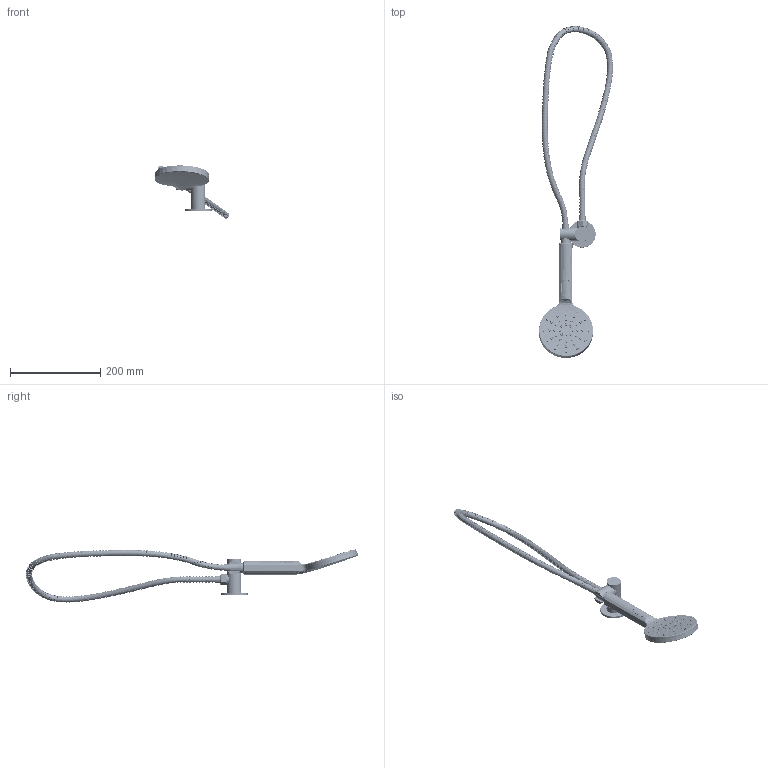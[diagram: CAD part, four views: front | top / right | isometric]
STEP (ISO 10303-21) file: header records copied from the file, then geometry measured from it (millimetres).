
FILE_DESCRIPTION((''),'2;1');
FILE_NAME('P00001-23-20250709_ASM','2025-10-29T18:30:40',('Administrator'),(''),'CREO PARAMETRIC BY PTC INC, 2021023','CREO PARAMETRIC BY PTC INC, 2021023','');
FILE_SCHEMA(('CONFIG_CONTROL_DESIGN'));
Length unit declared in the file: millimetre
Products named in the file (19): 0001_1; 00_1; 0003_1; PRT0017_1; 29X2_1_1_1; M5_SOCKET_HEAD_CAP_SCREW_X12__1; WPKA0213_1_1; P00001-000_ASM_1_ASM; RUANGUAN; H12013-01_235; H12013-02_286; H12013-03_239; H12013-06_185; H12013-07_108; QIANANNIU_ASM_27_ASM; H12013-04-01_39; H12013_ASM_322_ASM; ORO-34A-WPNH0228-H12013_ASM; P00001-23-20250709_ASM
Assembly tree (18 placements, depth 5):
  P00001-23-20250709_ASM
    P00001-000_ASM_1_ASM
      0001_1
      00_1
      0003_1
      PRT0017_1
      29X2_1_1_1
      M5_SOCKET_HEAD_CAP_SCREW_X12__1
      WPKA0213_1_1
    RUANGUAN
    ORO-34A-WPNH0228-H12013_ASM
      H12013_ASM_322_ASM
        H12013-01_235
        H12013-02_286
        H12013-03_239
        H12013-06_185
        QIANANNIU_ASM_27_ASM
          H12013-07_108
        H12013-04-01_39
Bounding box: 165.1 x 737.34 x 117.91 mm (x, y, z)
Volume: 368683.3 mm3; surface area: 229945.4 mm2
Topology: 14 solids, 14 shells, 3956 faces, 9707 edges, 6126 vertices
Faces by surface type: plane 1089, cylinder 1033, bspline 968, cone 512, torus 199, extrusion 99, sphere 56
Entity records: 495625 total; most frequent: CARTESIAN_POINT 411879, ORIENTED_EDGE 19294, DIRECTION 13820, EDGE_CURVE 9647, VERTEX_POINT 6126, AXIS2_PLACEMENT_3D 5439, EDGE_LOOP 4643, B_SPLINE_CURVE_WITH_KNOTS 4405
